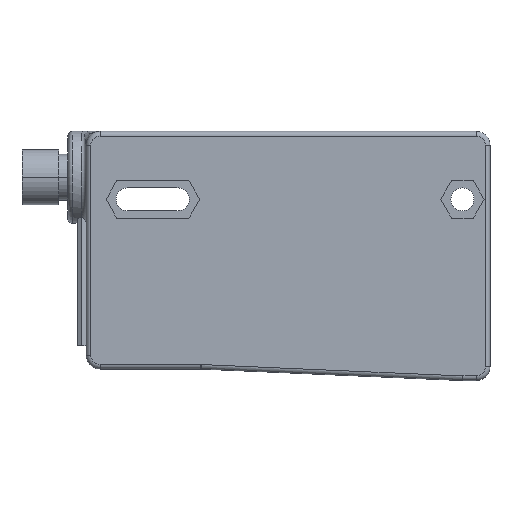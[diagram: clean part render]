
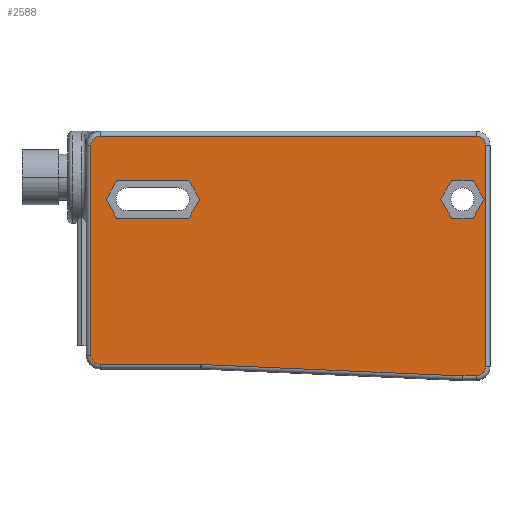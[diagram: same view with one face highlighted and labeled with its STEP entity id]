
A CAD part, left-side view. The second image highlights one B-rep face of the part: STEP entity #2588.
In plain terms, the highlighted planar face has unit normal (-1, 0, 0).
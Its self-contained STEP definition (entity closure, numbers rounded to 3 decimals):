
#349=DIRECTION('',(0.,-0.5,-0.866));
#350=VECTOR('',#349,4.734);
#351=CARTESIAN_POINT('',(-12.9,3.633,-10.7));
#352=LINE('',#351,#350);
#356=DIRECTION('',(0.,-1.,0.));
#357=VECTOR('',#356,4.734);
#358=CARTESIAN_POINT('',(-12.9,8.367,-10.7));
#359=LINE('',#358,#357);
#363=DIRECTION('',(0.,-0.5,0.866));
#364=VECTOR('',#363,4.734);
#365=CARTESIAN_POINT('',(-12.9,10.734,-14.8));
#366=LINE('',#365,#364);
#370=DIRECTION('',(0.,0.5,0.866));
#371=VECTOR('',#370,4.734);
#372=CARTESIAN_POINT('',(-12.9,8.367,-18.9));
#373=LINE('',#372,#371);
#377=DIRECTION('',(0.,1.,0.));
#378=VECTOR('',#377,4.734);
#379=CARTESIAN_POINT('',(-12.9,3.633,-18.9));
#380=LINE('',#379,#378);
#384=DIRECTION('',(0.,0.5,-0.866));
#385=VECTOR('',#384,4.734);
#386=CARTESIAN_POINT('',(-12.9,1.266,-14.8));
#387=LINE('',#386,#385);
#391=DIRECTION('',(0.,1.,0.));
#392=VECTOR('',#391,15.734);
#393=CARTESIAN_POINT('',(-12.9,65.633,-18.9));
#394=LINE('',#393,#392);
#398=DIRECTION('',(0.,0.5,-0.866));
#399=VECTOR('',#398,4.734);
#400=CARTESIAN_POINT('',(-12.9,63.266,-14.8));
#401=LINE('',#400,#399);
#405=DIRECTION('',(0.,-0.5,-0.866));
#406=VECTOR('',#405,4.734);
#407=CARTESIAN_POINT('',(-12.9,65.633,-10.7));
#408=LINE('',#407,#406);
#412=DIRECTION('',(0.,-1.,0.));
#413=VECTOR('',#412,15.734);
#414=CARTESIAN_POINT('',(-12.9,81.367,-10.7));
#415=LINE('',#414,#413);
#419=DIRECTION('',(0.,-0.481,0.877));
#420=VECTOR('',#419,4.678);
#421=CARTESIAN_POINT('',(-12.9,83.619,-14.8));
#422=LINE('',#421,#420);
#426=DIRECTION('',(0.,0.481,0.877));
#427=VECTOR('',#426,4.678);
#428=CARTESIAN_POINT('',(-12.9,81.367,-18.9));
#429=LINE('',#428,#427);
#433=DIRECTION('',(0.,0.,-1.));
#434=VECTOR('',#433,45.8);
#435=CARTESIAN_POINT('',(-12.9,87.,-3.));
#436=LINE('',#435,#434);
#440=CARTESIAN_POINT('',(-12.9,85.,-3.));
#441=DIRECTION('',(-1.,0.,0.));
#442=DIRECTION('',(0.,0.,1.));
#443=AXIS2_PLACEMENT_3D('',#440,#441,#442);
#448=DIRECTION('',(0.,1.,0.));
#449=VECTOR('',#448,82.);
#450=CARTESIAN_POINT('',(-12.9,3.,-1.));
#451=LINE('',#450,#449);
#455=CARTESIAN_POINT('',(-12.9,3.,-3.));
#456=DIRECTION('',(-1.,0.,0.));
#457=DIRECTION('',(0.,-1.,0.));
#458=AXIS2_PLACEMENT_3D('',#455,#456,#457);
#463=DIRECTION('',(0.,0.,1.));
#464=VECTOR('',#463,48.3);
#465=CARTESIAN_POINT('',(-12.9,1.,-51.3));
#466=LINE('',#465,#464);
#470=CARTESIAN_POINT('',(-12.9,3.,-51.3));
#471=DIRECTION('',(-1.,0.,0.));
#472=DIRECTION('',(0.,0.,-1.));
#473=AXIS2_PLACEMENT_3D('',#470,#471,#472);
#478=DIRECTION('',(0.,-1.,0.));
#479=VECTOR('',#478,2.89);
#480=CARTESIAN_POINT('',(-12.9,5.89,-53.3));
#481=LINE('',#480,#479);
#485=CARTESIAN_POINT('',(-12.9,5.89,-49.3));
#486=DIRECTION('',(-1.,0.,0.));
#487=DIRECTION('',(0.,0.044,-0.999));
#488=AXIS2_PLACEMENT_3D('',#485,#486,#487);
#493=DIRECTION('',(0.,-0.999,-0.044));
#494=VECTOR('',#493,56.836);
#495=CARTESIAN_POINT('',(-12.9,62.847,-50.806));
#496=LINE('',#495,#494);
#500=CARTESIAN_POINT('',(-12.9,63.11,-56.8));
#501=DIRECTION('',(1.,0.,0.));
#502=DIRECTION('',(0.,0.,1.));
#503=AXIS2_PLACEMENT_3D('',#500,#501,#502);
#508=DIRECTION('',(0.,-1.,0.));
#509=VECTOR('',#508,21.89);
#510=CARTESIAN_POINT('',(-12.9,85.,-50.8));
#511=LINE('',#510,#509);
#515=CARTESIAN_POINT('',(-12.9,85.,-48.8));
#516=DIRECTION('',(-1.,0.,0.));
#517=DIRECTION('',(0.,1.,0.));
#518=AXIS2_PLACEMENT_3D('',#515,#516,#517);
#2045=CARTESIAN_POINT('',(-12.9,65.633,-18.9));
#2046=CARTESIAN_POINT('',(-12.9,81.367,-18.9));
#2047=VERTEX_POINT('',#2045);
#2048=VERTEX_POINT('',#2046);
#2049=CARTESIAN_POINT('',(-12.9,83.619,-14.8));
#2050=VERTEX_POINT('',#2049);
#2051=CARTESIAN_POINT('',(-12.9,81.367,-10.7));
#2052=VERTEX_POINT('',#2051);
#2053=CARTESIAN_POINT('',(-12.9,65.633,-10.7));
#2054=VERTEX_POINT('',#2053);
#2055=CARTESIAN_POINT('',(-12.9,63.266,-14.8));
#2056=VERTEX_POINT('',#2055);
#2167=CARTESIAN_POINT('',(-12.9,87.,-3.));
#2168=CARTESIAN_POINT('',(-12.9,87.,-48.8));
#2169=VERTEX_POINT('',#2167);
#2170=VERTEX_POINT('',#2168);
#2175=CARTESIAN_POINT('',(-12.9,85.,-50.8));
#2176=VERTEX_POINT('',#2175);
#2179=CARTESIAN_POINT('',(-12.9,63.11,-50.8));
#2180=VERTEX_POINT('',#2179);
#2183=CARTESIAN_POINT('',(-12.9,62.847,-50.806));
#2184=VERTEX_POINT('',#2183);
#2187=CARTESIAN_POINT('',(-12.9,6.066,-53.296));
#2188=VERTEX_POINT('',#2187);
#2191=CARTESIAN_POINT('',(-12.9,5.89,-53.3));
#2192=VERTEX_POINT('',#2191);
#2195=CARTESIAN_POINT('',(-12.9,3.,-53.3));
#2196=VERTEX_POINT('',#2195);
#2199=CARTESIAN_POINT('',(-12.9,1.,-51.3));
#2200=VERTEX_POINT('',#2199);
#2203=CARTESIAN_POINT('',(-12.9,1.,-3.));
#2204=VERTEX_POINT('',#2203);
#2207=CARTESIAN_POINT('',(-12.9,3.,-1.));
#2208=VERTEX_POINT('',#2207);
#2211=CARTESIAN_POINT('',(-12.9,85.,-1.));
#2212=VERTEX_POINT('',#2211);
#2251=CARTESIAN_POINT('',(-12.9,3.633,-10.7));
#2252=CARTESIAN_POINT('',(-12.9,1.266,-14.8));
#2253=VERTEX_POINT('',#2251);
#2254=VERTEX_POINT('',#2252);
#2255=CARTESIAN_POINT('',(-12.9,3.633,-18.9));
#2256=VERTEX_POINT('',#2255);
#2257=CARTESIAN_POINT('',(-12.9,8.367,-18.9));
#2258=VERTEX_POINT('',#2257);
#2259=CARTESIAN_POINT('',(-12.9,10.734,-14.8));
#2260=VERTEX_POINT('',#2259);
#2261=CARTESIAN_POINT('',(-12.9,8.367,-10.7));
#2262=VERTEX_POINT('',#2261);
#2530=CARTESIAN_POINT('',(-12.9,0.,-54.3));
#2531=DIRECTION('',(-1.,0.,0.));
#2532=DIRECTION('',(0.,0.,1.));
#2533=AXIS2_PLACEMENT_3D('',#2530,#2531,#2532);
#2534=PLANE('',#2533);
#2536=ORIENTED_EDGE('',*,*,#2535,.F.);
#2538=ORIENTED_EDGE('',*,*,#2537,.F.);
#2540=ORIENTED_EDGE('',*,*,#2539,.F.);
#2542=ORIENTED_EDGE('',*,*,#2541,.F.);
#2544=ORIENTED_EDGE('',*,*,#2543,.F.);
#2546=ORIENTED_EDGE('',*,*,#2545,.F.);
#2548=ORIENTED_EDGE('',*,*,#2547,.F.);
#2550=ORIENTED_EDGE('',*,*,#2549,.F.);
#2552=ORIENTED_EDGE('',*,*,#2551,.F.);
#2554=ORIENTED_EDGE('',*,*,#2553,.F.);
#2556=ORIENTED_EDGE('',*,*,#2555,.F.);
#2558=ORIENTED_EDGE('',*,*,#2557,.F.);
#2559=EDGE_LOOP('',(#2536,#2538,#2540,#2542,#2544,#2546,#2548,#2550,#2552,#2554,
#2556,#2558));
#2560=FACE_OUTER_BOUND('',#2559,.F.);
#2561=ORIENTED_EDGE('',*,*,#2520,.F.);
#2563=ORIENTED_EDGE('',*,*,#2562,.F.);
#2565=ORIENTED_EDGE('',*,*,#2564,.F.);
#2567=ORIENTED_EDGE('',*,*,#2566,.F.);
#2569=ORIENTED_EDGE('',*,*,#2568,.F.);
#2571=ORIENTED_EDGE('',*,*,#2570,.F.);
#2572=EDGE_LOOP('',(#2561,#2563,#2565,#2567,#2569,#2571));
#2573=FACE_BOUND('',#2572,.F.);
#2575=ORIENTED_EDGE('',*,*,#2574,.F.);
#2577=ORIENTED_EDGE('',*,*,#2576,.F.);
#2579=ORIENTED_EDGE('',*,*,#2578,.F.);
#2581=ORIENTED_EDGE('',*,*,#2580,.F.);
#2583=ORIENTED_EDGE('',*,*,#2582,.F.);
#2585=ORIENTED_EDGE('',*,*,#2584,.F.);
#2586=EDGE_LOOP('',(#2575,#2577,#2579,#2581,#2583,#2585));
#2587=FACE_BOUND('',#2586,.F.);
#2588=ADVANCED_FACE('',(#2560,#2573,#2587),#2534,.T.);
#444=CIRCLE('',#443,2.);
#459=CIRCLE('',#458,2.);
#474=CIRCLE('',#473,2.);
#489=CIRCLE('',#488,4.);
#504=CIRCLE('',#503,6.);
#519=CIRCLE('',#518,2.);
#2520=EDGE_CURVE('',#2253,#2254,#352,.T.);
#2535=EDGE_CURVE('',#2169,#2170,#436,.T.);
#2537=EDGE_CURVE('',#2212,#2169,#444,.T.);
#2539=EDGE_CURVE('',#2208,#2212,#451,.T.);
#2541=EDGE_CURVE('',#2204,#2208,#459,.T.);
#2543=EDGE_CURVE('',#2200,#2204,#466,.T.);
#2545=EDGE_CURVE('',#2196,#2200,#474,.T.);
#2547=EDGE_CURVE('',#2192,#2196,#481,.T.);
#2549=EDGE_CURVE('',#2188,#2192,#489,.T.);
#2551=EDGE_CURVE('',#2184,#2188,#496,.T.);
#2553=EDGE_CURVE('',#2180,#2184,#504,.T.);
#2555=EDGE_CURVE('',#2176,#2180,#511,.T.);
#2557=EDGE_CURVE('',#2170,#2176,#519,.T.);
#2562=EDGE_CURVE('',#2262,#2253,#359,.T.);
#2564=EDGE_CURVE('',#2260,#2262,#366,.T.);
#2566=EDGE_CURVE('',#2258,#2260,#373,.T.);
#2568=EDGE_CURVE('',#2256,#2258,#380,.T.);
#2570=EDGE_CURVE('',#2254,#2256,#387,.T.);
#2574=EDGE_CURVE('',#2047,#2048,#394,.T.);
#2576=EDGE_CURVE('',#2056,#2047,#401,.T.);
#2578=EDGE_CURVE('',#2054,#2056,#408,.T.);
#2580=EDGE_CURVE('',#2052,#2054,#415,.T.);
#2582=EDGE_CURVE('',#2050,#2052,#422,.T.);
#2584=EDGE_CURVE('',#2048,#2050,#429,.T.);
